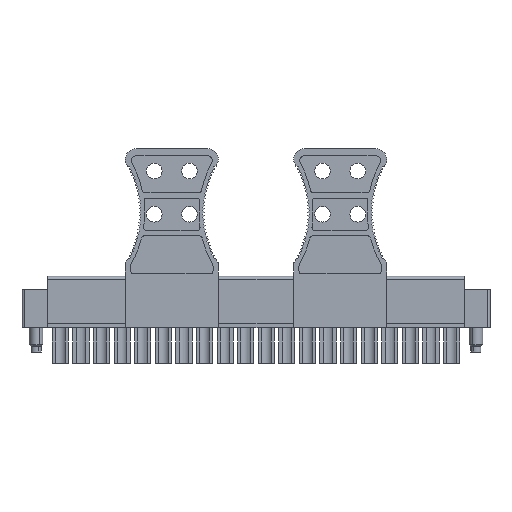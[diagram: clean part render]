
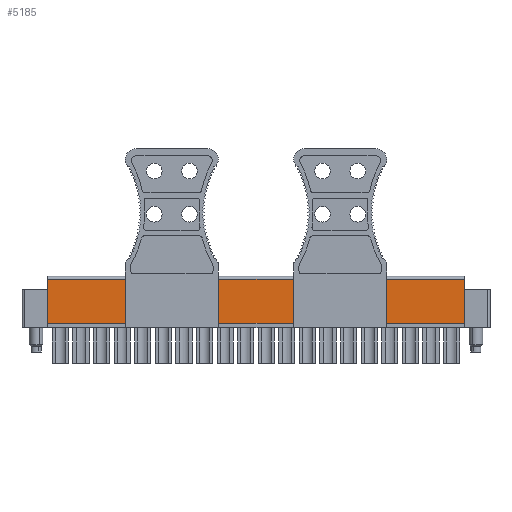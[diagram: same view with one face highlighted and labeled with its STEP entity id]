
A CAD part, front view. The second image highlights one B-rep face of the part: STEP entity #5185.
In plain terms, the highlighted planar face has unit normal (0, -1, 0).
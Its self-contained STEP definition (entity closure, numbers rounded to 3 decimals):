
#5149=AXIS2_PLACEMENT_3D('Plane Axis2P3D',#5146,#5147,#5148) ;
#5146=CARTESIAN_POINT('Axis2P3D Location',(4.8,1.1,6.6)) ;
#5151=CARTESIAN_POINT('Line Origine',(4.8,1.1,11.5)) ;
#5155=CARTESIAN_POINT('Vertex',(4.8,1.1,7.4)) ;
#5157=CARTESIAN_POINT('Vertex',(4.8,1.1,15.6)) ;
#5160=CARTESIAN_POINT('Line Origine',(43.295,1.1,7.4)) ;
#5164=CARTESIAN_POINT('Vertex',(81.79,1.1,7.4)) ;
#5167=CARTESIAN_POINT('Line Origine',(81.79,1.1,11.5)) ;
#5171=CARTESIAN_POINT('Vertex',(81.79,1.1,15.6)) ;
#5174=CARTESIAN_POINT('Line Origine',(43.295,1.1,15.6)) ;
#5147=DIRECTION('Axis2P3D Direction',(0.,1.,0.)) ;
#5148=DIRECTION('Axis2P3D XDirection',(0.,0.,1.)) ;
#5152=DIRECTION('Vector Direction',(0.,0.,1.)) ;
#5161=DIRECTION('Vector Direction',(1.,0.,0.)) ;
#5168=DIRECTION('Vector Direction',(0.,0.,1.)) ;
#5175=DIRECTION('Vector Direction',(1.,0.,0.)) ;
#5153=VECTOR('Line Direction',#5152,1.) ;
#5162=VECTOR('Line Direction',#5161,1.) ;
#5169=VECTOR('Line Direction',#5168,1.) ;
#5176=VECTOR('Line Direction',#5175,1.) ;
#5180=ORIENTED_EDGE('',*,*,#5159,.F.) ;
#5181=ORIENTED_EDGE('',*,*,#5166,.T.) ;
#5182=ORIENTED_EDGE('',*,*,#5173,.T.) ;
#5183=ORIENTED_EDGE('',*,*,#5178,.F.) ;
#5185=ADVANCED_FACE('HOUSING',(#5184),#5150,.F.) ;
#5159=EDGE_CURVE('',#5156,#5158,#5154,.T.) ;
#5166=EDGE_CURVE('',#5156,#5165,#5163,.T.) ;
#5173=EDGE_CURVE('',#5165,#5172,#5170,.T.) ;
#5178=EDGE_CURVE('',#5158,#5172,#5177,.T.) ;
#5179=EDGE_LOOP('',(#5180,#5181,#5182,#5183)) ;
#5184=FACE_OUTER_BOUND('',#5179,.T.) ;
#5154=LINE('Line',#5151,#5153) ;
#5163=LINE('Line',#5160,#5162) ;
#5170=LINE('Line',#5167,#5169) ;
#5177=LINE('Line',#5174,#5176) ;
#5150=PLANE('',#5149) ;
#5156=VERTEX_POINT('',#5155) ;
#5158=VERTEX_POINT('',#5157) ;
#5165=VERTEX_POINT('',#5164) ;
#5172=VERTEX_POINT('',#5171) ;
